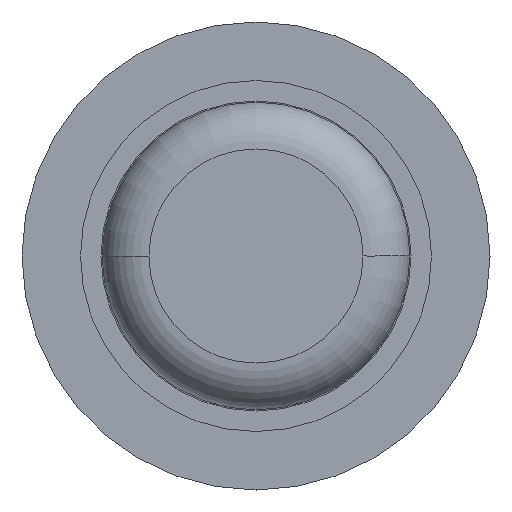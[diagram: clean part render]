
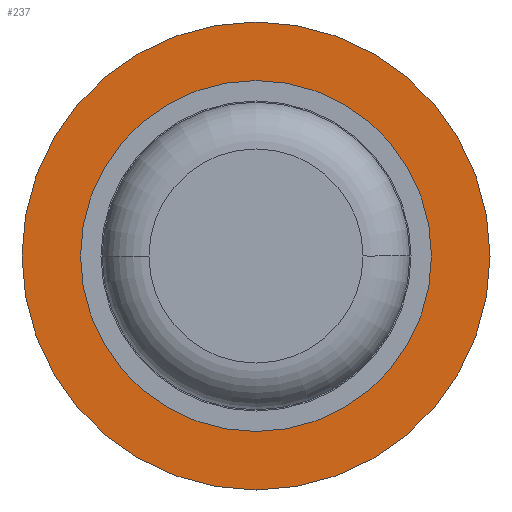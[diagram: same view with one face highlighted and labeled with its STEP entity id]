
A CAD part, front view. The second image highlights one B-rep face of the part: STEP entity #237.
In plain terms, the highlighted planar face has unit normal (0, -1, 0).
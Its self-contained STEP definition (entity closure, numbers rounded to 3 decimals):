
#188 = CARTESIAN_POINT ( 'NONE',  ( 0., 27.3, -2. ) ) ;
#237 = ADVANCED_FACE ( 'Defeature ausgef�hrt1_10', ( #4483, #2539 ), #474, .F. ) ;
#260 = DIRECTION ( 'NONE',  ( 0., 1., 0. ) ) ;
#474 = PLANE ( 'NONE',  #1326 ) ;
#776 = DIRECTION ( 'NONE',  ( 0., 0., 1. ) ) ;
#781 = VERTEX_POINT ( 'NONE', #2689 ) ;
#1280 = EDGE_CURVE ( 'Defeature ausgef�hrt1_11+Defeature ausgef�hrt1_10+Defeature ausgef�hrt1_10+Defeature ausgef�hrt1_10', #1716, #3900, #3059, .T. ) ;
#1326 = AXIS2_PLACEMENT_3D ( 'NONE', #2185, #2857, #3952 ) ;
#1376 = CARTESIAN_POINT ( 'NONE',  ( 0., 27.3, 0. ) ) ;
#1397 = CARTESIAN_POINT ( 'NONE',  ( 0., 27.3, 0. ) ) ;
#1542 = AXIS2_PLACEMENT_3D ( 'NONE', #3369, #260, #3713 ) ;
#1584 = VERTEX_POINT ( 'NONE', #4161 ) ;
#1698 = CIRCLE ( 'NONE', #1542, 0.9 ) ;
#1716 = VERTEX_POINT ( 'NONE', #3045 ) ;
#1762 = DIRECTION ( 'NONE',  ( 0., 1., 0. ) ) ;
#1869 = EDGE_CURVE ( 'Defeature ausgef�hrt1_11+Defeature ausgef�hrt1_10+Defeature ausgef�hrt1_10+Defeature ausgef�hrt1_10', #3900, #1716, #2097, .T. ) ;
#1940 = ORIENTED_EDGE ( 'NONE', *, *, #2900, .T. ) ;
#2097 = CIRCLE ( 'NONE', #3572, 2. ) ;
#2110 = ORIENTED_EDGE ( 'NONE', *, *, #1280, .F. ) ;
#2185 = CARTESIAN_POINT ( 'NONE',  ( 2., 27.3, 0. ) ) ;
#2413 = DIRECTION ( 'NONE',  ( 0., 0., 1. ) ) ;
#2435 = DIRECTION ( 'NONE',  ( 0., 1., 0. ) ) ;
#2485 = ORIENTED_EDGE ( 'NONE', *, *, #1869, .F. ) ;
#2539 = FACE_BOUND ( 'NONE', #3018, .T. ) ;
#2570 = AXIS2_PLACEMENT_3D ( 'NONE', #3221, #2577, #3310 ) ;
#2577 = DIRECTION ( 'NONE',  ( 0., 1., 0. ) ) ;
#2689 = CARTESIAN_POINT ( 'NONE',  ( 0., 27.3, 0.9 ) ) ;
#2793 = CIRCLE ( 'NONE', #4070, 0.9 ) ;
#2857 = DIRECTION ( 'NONE',  ( 0., 1., 0. ) ) ;
#2900 = EDGE_CURVE ( 'Defeature ausgef�hrt1_10+Defeature ausgef�hrt1_9+Defeature ausgef�hrt1_9+Defeature ausgef�hrt1_9', #1584, #781, #2793, .T. ) ;
#3018 = EDGE_LOOP ( 'NONE', ( #4050, #1940 ) ) ;
#3045 = CARTESIAN_POINT ( 'NONE',  ( 0., 27.3, 2. ) ) ;
#3059 = CIRCLE ( 'NONE', #2570, 2. ) ;
#3221 = CARTESIAN_POINT ( 'NONE',  ( 0., 27.3, 0. ) ) ;
#3310 = DIRECTION ( 'NONE',  ( 0., 0., 1. ) ) ;
#3369 = CARTESIAN_POINT ( 'NONE',  ( 0., 27.3, 0. ) ) ;
#3511 = EDGE_LOOP ( 'NONE', ( #2110, #2485 ) ) ;
#3572 = AXIS2_PLACEMENT_3D ( 'NONE', #1397, #2435, #776 ) ;
#3676 = EDGE_CURVE ( 'Defeature ausgef�hrt1_10+Defeature ausgef�hrt1_9+Defeature ausgef�hrt1_9+Defeature ausgef�hrt1_9', #781, #1584, #1698, .T. ) ;
#3713 = DIRECTION ( 'NONE',  ( 0., 0., 1. ) ) ;
#3900 = VERTEX_POINT ( 'NONE', #188 ) ;
#3952 = DIRECTION ( 'NONE',  ( 0., 0., 1. ) ) ;
#4050 = ORIENTED_EDGE ( 'NONE', *, *, #3676, .T. ) ;
#4070 = AXIS2_PLACEMENT_3D ( 'NONE', #1376, #1762, #2413 ) ;
#4161 = CARTESIAN_POINT ( 'NONE',  ( 0., 27.3, -0.9 ) ) ;
#4483 = FACE_OUTER_BOUND ( 'NONE', #3511, .T. ) ;
